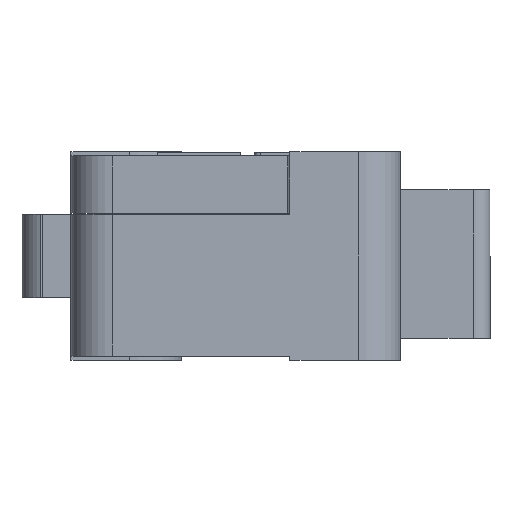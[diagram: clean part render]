
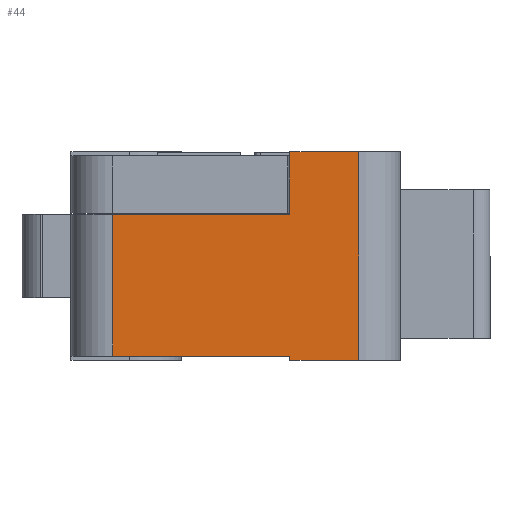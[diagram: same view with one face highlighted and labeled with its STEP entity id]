
A CAD part, left-side view. The second image highlights one B-rep face of the part: STEP entity #44.
In plain terms, the highlighted planar face has unit normal (-1, 0, 0).
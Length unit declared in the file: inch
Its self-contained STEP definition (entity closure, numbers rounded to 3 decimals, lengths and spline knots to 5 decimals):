
#44 = ADVANCED_FACE ( 'NONE', ( #1607 ), #5224, .T. ) ;
#128 = VECTOR ( 'NONE', #6664, 39.37008 ) ;
#410 = VECTOR ( 'NONE', #9014, 39.37008 ) ;
#763 = CARTESIAN_POINT ( 'NONE',  ( -0.98425, 0.43307, 0.07874 ) ) ;
#1607 = FACE_OUTER_BOUND ( 'NONE', #4719, .T. ) ;
#1610 = DIRECTION ( 'NONE',  ( 0., 0., -1. ) ) ;
#1693 = CARTESIAN_POINT ( 'NONE',  ( -0.98425, 0.11417, 0.18898 ) ) ;
#1729 = CARTESIAN_POINT ( 'NONE',  ( -0.98425, -0.01575, -0.18898 ) ) ;
#2003 = LINE ( 'NONE', #8274, #6398 ) ;
#2298 = VECTOR ( 'NONE', #6979, 39.37008 ) ;
#2545 = CARTESIAN_POINT ( 'NONE',  ( -0.98425, 0.11417, 0.19685 ) ) ;
#2586 = LINE ( 'NONE', #9805, #128 ) ;
#2653 = ORIENTED_EDGE ( 'NONE', *, *, #7437, .F. ) ;
#3485 = ORIENTED_EDGE ( 'NONE', *, *, #7415, .F. ) ;
#3502 = CARTESIAN_POINT ( 'NONE',  ( -0.98425, -0.01575, -0.19685 ) ) ;
#3564 = DIRECTION ( 'NONE',  ( 0., 1., 0. ) ) ;
#3963 = ORIENTED_EDGE ( 'NONE', *, *, #7420, .F. ) ;
#4037 = VECTOR ( 'NONE', #9863, 39.37008 ) ;
#4091 = ORIENTED_EDGE ( 'NONE', *, *, #7200, .T. ) ;
#4283 = CARTESIAN_POINT ( 'NONE',  ( -0.98425, 0., -0.18898 ) ) ;
#4523 = VECTOR ( 'NONE', #8235, 39.37008 ) ;
#4719 = EDGE_LOOP ( 'NONE', ( #3485, #3963, #8666, #8931, #5453, #4091, #2653, #9574 ) ) ;
#4764 = LINE ( 'NONE', #763, #4523 ) ;
#4973 = AXIS2_PLACEMENT_3D ( 'NONE', #5189, #5138, #5126 ) ;
#5018 = VECTOR ( 'NONE', #1610, 39.37008 ) ;
#5083 = DIRECTION ( 'NONE',  ( 0., -1., 0. ) ) ;
#5126 = DIRECTION ( 'NONE',  ( 0., 0., 1. ) ) ;
#5138 = DIRECTION ( 'NONE',  ( -1., 0., 0. ) ) ;
#5189 = CARTESIAN_POINT ( 'NONE',  ( -0.98425, 0.44882, -0.18898 ) ) ;
#5224 = PLANE ( 'NONE',  #4973 ) ;
#5265 = LINE ( 'NONE', #1693, #410 ) ;
#5374 = CARTESIAN_POINT ( 'NONE',  ( -0.98425, 0.11417, -0.18898 ) ) ;
#5453 = ORIENTED_EDGE ( 'NONE', *, *, #7422, .T. ) ;
#6398 = VECTOR ( 'NONE', #3564, 39.37008 ) ;
#6603 = CARTESIAN_POINT ( 'NONE',  ( -0.98425, 0.11417, 0.07874 ) ) ;
#6658 = LINE ( 'NONE', #4283, #10479 ) ;
#6664 = DIRECTION ( 'NONE',  ( 0., -1., 0. ) ) ;
#6979 = DIRECTION ( 'NONE',  ( 0., 0., -1. ) ) ;
#7050 = CARTESIAN_POINT ( 'NONE',  ( -0.98425, 0.11417, -0.19685 ) ) ;
#7139 = LINE ( 'NONE', #8135, #5018 ) ;
#7140 = CARTESIAN_POINT ( 'NONE',  ( -0.98425, 0.11417, -0.18898 ) ) ;
#7200 = EDGE_CURVE ( 'NONE', #10049, #9998, #8757, .T. ) ;
#7387 = EDGE_CURVE ( 'NONE', #9595, #9944, #7139, .T. ) ;
#7415 = EDGE_CURVE ( 'NONE', #10356, #10381, #2586, .T. ) ;
#7420 = EDGE_CURVE ( 'NONE', #10365, #10356, #5265, .T. ) ;
#7421 = EDGE_CURVE ( 'NONE', #9595, #10365, #4764, .T. ) ;
#7422 = EDGE_CURVE ( 'NONE', #9944, #10049, #6658, .T. ) ;
#7437 = EDGE_CURVE ( 'NONE', #10442, #9998, #2003, .T. ) ;
#7439 = EDGE_CURVE ( 'NONE', #10381, #10442, #8743, .T. ) ;
#7799 = CARTESIAN_POINT ( 'NONE',  ( -0.98425, 0.44882, -0.18898 ) ) ;
#8135 = CARTESIAN_POINT ( 'NONE',  ( -0.98425, 0.44882, -0.18898 ) ) ;
#8235 = DIRECTION ( 'NONE',  ( 0., -1., 0. ) ) ;
#8274 = CARTESIAN_POINT ( 'NONE',  ( -0.98425, 0.52756, -0.19685 ) ) ;
#8666 = ORIENTED_EDGE ( 'NONE', *, *, #7421, .F. ) ;
#8743 = LINE ( 'NONE', #1729, #4037 ) ;
#8757 = LINE ( 'NONE', #5374, #2298 ) ;
#8931 = ORIENTED_EDGE ( 'NONE', *, *, #7387, .T. ) ;
#9014 = DIRECTION ( 'NONE',  ( 0., 0., 1. ) ) ;
#9574 = ORIENTED_EDGE ( 'NONE', *, *, #7439, .F. ) ;
#9595 = VERTEX_POINT ( 'NONE', #9934 ) ;
#9745 = CARTESIAN_POINT ( 'NONE',  ( -0.98425, -0.01575, 0.19685 ) ) ;
#9805 = CARTESIAN_POINT ( 'NONE',  ( -0.98425, 0., 0.19685 ) ) ;
#9863 = DIRECTION ( 'NONE',  ( 0., 0., -1. ) ) ;
#9934 = CARTESIAN_POINT ( 'NONE',  ( -0.98425, 0.44882, 0.07874 ) ) ;
#9944 = VERTEX_POINT ( 'NONE', #7799 ) ;
#9998 = VERTEX_POINT ( 'NONE', #7050 ) ;
#10049 = VERTEX_POINT ( 'NONE', #7140 ) ;
#10356 = VERTEX_POINT ( 'NONE', #2545 ) ;
#10365 = VERTEX_POINT ( 'NONE', #6603 ) ;
#10381 = VERTEX_POINT ( 'NONE', #9745 ) ;
#10442 = VERTEX_POINT ( 'NONE', #3502 ) ;
#10479 = VECTOR ( 'NONE', #5083, 39.37008 ) ;
